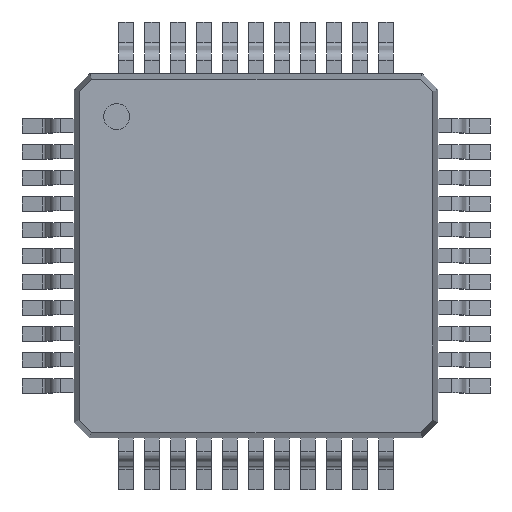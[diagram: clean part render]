
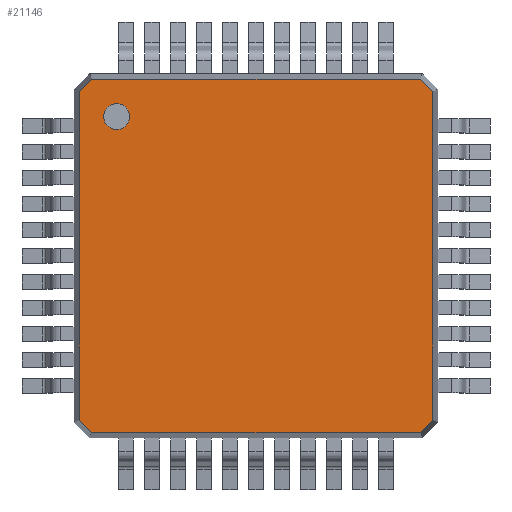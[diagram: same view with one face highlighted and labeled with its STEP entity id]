
A CAD part, top view. The second image highlights one B-rep face of the part: STEP entity #21146.
In plain terms, the highlighted planar face has unit normal (0, 0, 1).
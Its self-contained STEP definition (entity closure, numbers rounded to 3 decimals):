
#20539=CARTESIAN_POINT('',(-2.429,2.679,1.6));
#20540=VERTEX_POINT('',#20539);
#20549=CARTESIAN_POINT('',(-2.929,2.679,1.6));
#20550=VERTEX_POINT('',#20549);
#20551=CARTESIAN_POINT('',(-2.679,2.679,1.6));
#20552=DIRECTION('',(0.0,0.0,-1.0));
#20553=DIRECTION('',(1.0,0.0,0.0));
#20554=AXIS2_PLACEMENT_3D('',#20551,#20552,#20553);
#20555=CIRCLE('',#20554,0.25);
#20556=EDGE_CURVE('',#20550,#20540,#20555,.T.);
#20590=CARTESIAN_POINT('',(-2.679,2.679,1.6));
#20591=DIRECTION('',(0.0,0.0,-1.0));
#20592=DIRECTION('',(1.0,0.0,0.0));
#20593=AXIS2_PLACEMENT_3D('',#20590,#20591,#20592);
#20594=CIRCLE('',#20593,0.25);
#20595=EDGE_CURVE('',#20540,#20550,#20594,.T.);
#21054=CARTESIAN_POINT('',(-3.4,-3.159,1.6));
#21055=VERTEX_POINT('',#21054);
#21063=CARTESIAN_POINT('',(-3.159,-3.4,1.6));
#21064=VERTEX_POINT('',#21063);
#21071=CARTESIAN_POINT('',(-3.159,-3.4,1.6));
#21072=DIRECTION('',(-0.707,0.707,0.0));
#21073=VECTOR('',#21072,0.341);
#21074=LINE('',#21071,#21073);
#21075=EDGE_CURVE('',#21064,#21055,#21074,.T.);
#21080=CARTESIAN_POINT('',(0.0,0.0,1.6));
#21081=DIRECTION('',(0.0,0.0,1.0));
#21082=DIRECTION('',(1.0,0.0,0.0));
#21083=AXIS2_PLACEMENT_3D('',#21080,#21081,#21082);
#21084=PLANE('',#21083);
#21085=ORIENTED_EDGE('',*,*,#21075,.F.);
#21086=CARTESIAN_POINT('',(3.159,-3.4,1.6));
#21087=VERTEX_POINT('',#21086);
#21088=CARTESIAN_POINT('',(3.159,-3.4,1.6));
#21089=DIRECTION('',(-1.0,0.0,0.0));
#21090=VECTOR('',#21089,6.317);
#21091=LINE('',#21088,#21090);
#21092=EDGE_CURVE('',#21087,#21064,#21091,.T.);
#21093=ORIENTED_EDGE('',*,*,#21092,.F.);
#21094=CARTESIAN_POINT('',(3.4,-3.159,1.6));
#21095=VERTEX_POINT('',#21094);
#21096=CARTESIAN_POINT('',(3.4,-3.159,1.6));
#21097=DIRECTION('',(-0.707,-0.707,0.0));
#21098=VECTOR('',#21097,0.341);
#21099=LINE('',#21096,#21098);
#21100=EDGE_CURVE('',#21095,#21087,#21099,.T.);
#21101=ORIENTED_EDGE('',*,*,#21100,.F.);
#21102=CARTESIAN_POINT('',(3.4,3.159,1.6));
#21103=VERTEX_POINT('',#21102);
#21104=CARTESIAN_POINT('',(3.4,3.159,1.6));
#21105=DIRECTION('',(0.0,-1.0,0.0));
#21106=VECTOR('',#21105,6.317);
#21107=LINE('',#21104,#21106);
#21108=EDGE_CURVE('',#21103,#21095,#21107,.T.);
#21109=ORIENTED_EDGE('',*,*,#21108,.F.);
#21110=CARTESIAN_POINT('',(3.159,3.4,1.6));
#21111=VERTEX_POINT('',#21110);
#21112=CARTESIAN_POINT('',(3.159,3.4,1.6));
#21113=DIRECTION('',(0.707,-0.707,0.0));
#21114=VECTOR('',#21113,0.341);
#21115=LINE('',#21112,#21114);
#21116=EDGE_CURVE('',#21111,#21103,#21115,.T.);
#21117=ORIENTED_EDGE('',*,*,#21116,.F.);
#21118=CARTESIAN_POINT('',(-3.159,3.4,1.6));
#21119=VERTEX_POINT('',#21118);
#21120=CARTESIAN_POINT('',(-3.159,3.4,1.6));
#21121=DIRECTION('',(1.0,0.0,0.0));
#21122=VECTOR('',#21121,6.317);
#21123=LINE('',#21120,#21122);
#21124=EDGE_CURVE('',#21119,#21111,#21123,.T.);
#21125=ORIENTED_EDGE('',*,*,#21124,.F.);
#21126=CARTESIAN_POINT('',(-3.4,3.159,1.6));
#21127=VERTEX_POINT('',#21126);
#21128=CARTESIAN_POINT('',(-3.4,3.159,1.6));
#21129=DIRECTION('',(0.707,0.707,0.0));
#21130=VECTOR('',#21129,0.341);
#21131=LINE('',#21128,#21130);
#21132=EDGE_CURVE('',#21127,#21119,#21131,.T.);
#21133=ORIENTED_EDGE('',*,*,#21132,.F.);
#21134=CARTESIAN_POINT('',(-3.4,-3.159,1.6));
#21135=DIRECTION('',(0.0,1.0,0.0));
#21136=VECTOR('',#21135,6.317);
#21137=LINE('',#21134,#21136);
#21138=EDGE_CURVE('',#21055,#21127,#21137,.T.);
#21139=ORIENTED_EDGE('',*,*,#21138,.F.);
#21140=EDGE_LOOP('',(#21085,#21093,#21101,#21109,#21117,#21125,#21133,#21139));
#21141=FACE_OUTER_BOUND('',#21140,.T.);
#21142=ORIENTED_EDGE('',*,*,#20595,.T.);
#21143=ORIENTED_EDGE('',*,*,#20556,.T.);
#21144=EDGE_LOOP('',(#21142,#21143));
#21145=FACE_BOUND('',#21144,.T.);
#21146=ADVANCED_FACE('',(#21141,#21145),#21084,.T.);
